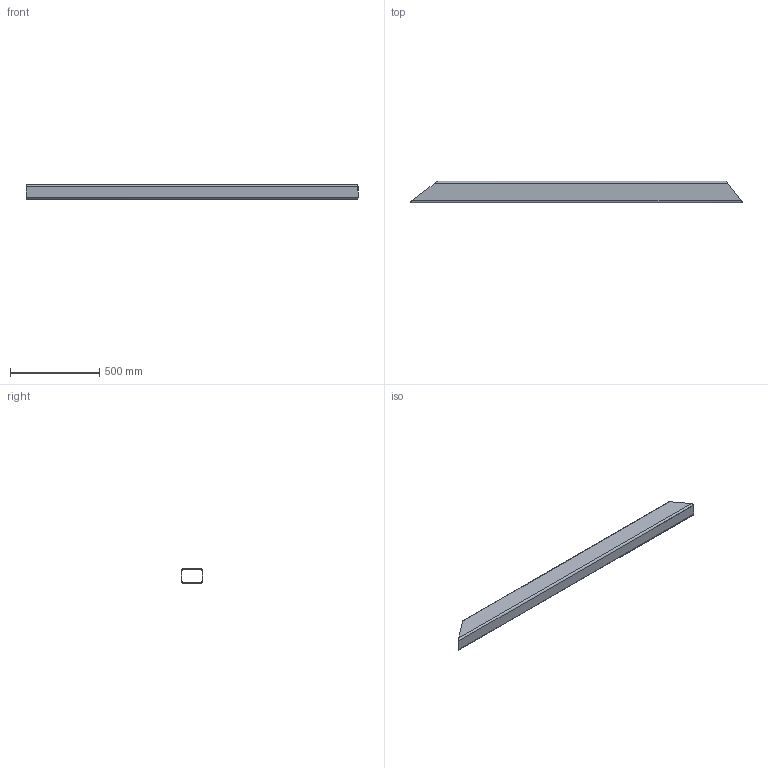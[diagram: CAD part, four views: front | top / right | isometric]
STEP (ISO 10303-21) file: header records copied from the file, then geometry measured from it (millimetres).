
FILE_DESCRIPTION (( 'STEP AP214' ), '1' );
FILE_NAME ('OEN0131 - 1125-015.STEP', '2023-10-20T07:39:26', ( '' ), ( '' ), 'SwSTEP 2.0', 'SolidWorks 2022', '' );
FILE_SCHEMA (( 'AUTOMOTIVE_DESIGN' ));
Length unit declared in the file: millimetre
Products named in the file (1): OEN0131 - 1125-015
Bounding box: 1858.68 x 120 x 80 mm (x, y, z)
Volume: 2577701.3 mm3; surface area: 1292654.7 mm2
Topology: 1 solids, 1 shells, 32 faces, 104 edges, 72 vertices
Faces by surface type: plane 16, cylinder 8, bspline 8
Entity records: 1428 total; most frequent: CARTESIAN_POINT 619, ORIENTED_EDGE 208, EDGE_CURVE 104, DIRECTION 98, VERTEX_POINT 72, VECTOR 48, B_SPLINE_CURVE_WITH_KNOTS 48, LINE 48
